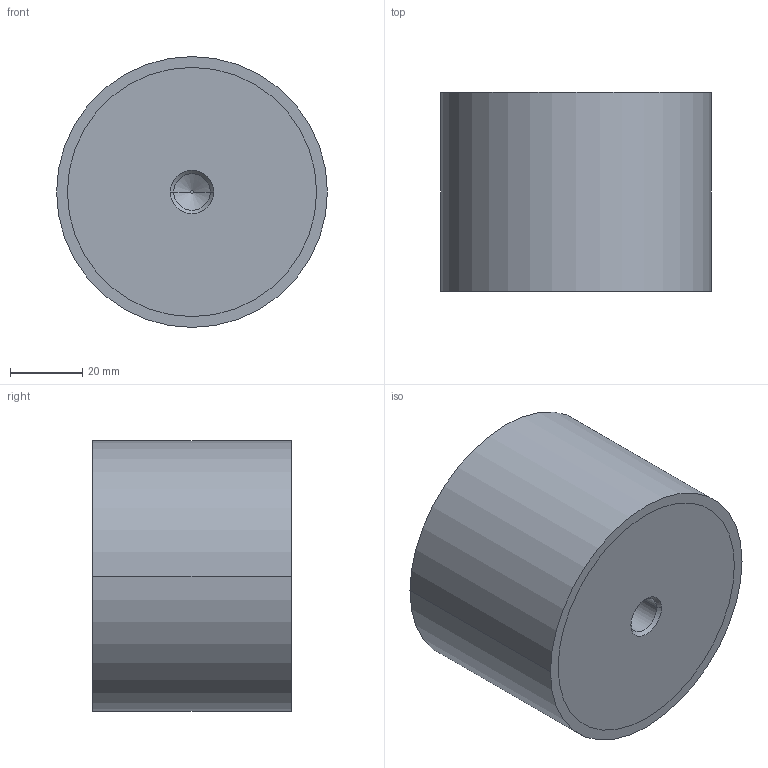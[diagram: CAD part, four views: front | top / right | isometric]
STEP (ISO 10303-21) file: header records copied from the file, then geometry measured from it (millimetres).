
FILE_DESCRIPTION(('STEP AP214'),'1');
FILE_NAME(' ',' ',('TraceParts'),('TraceParts S.A.'),'XStep 1.0',' ',' ');
FILE_SCHEMA(('automotive_design'));
Length unit declared in the file: millimetre
Products named in the file (3): 1; 2; 3
Bounding box: 75 x 55 x 75 mm (x, y, z)
Volume: 241105.8 mm3; surface area: 42372.3 mm2
Topology: 3 solids, 3 shells, 52 faces, 102 edges, 64 vertices
Faces by surface type: cylinder 26, plane 14, cone 12
Entity records: 2654 total; most frequent: DIRECTION 276, CARTESIAN_POINT 221, STYLED_ITEM 218, PRESENTATION_STYLE_ASSIGNMENT 218, COLOUR_RGB 218, ORIENTED_EDGE 204, AXIS2_PLACEMENT_3D 119, EDGE_CURVE 102
